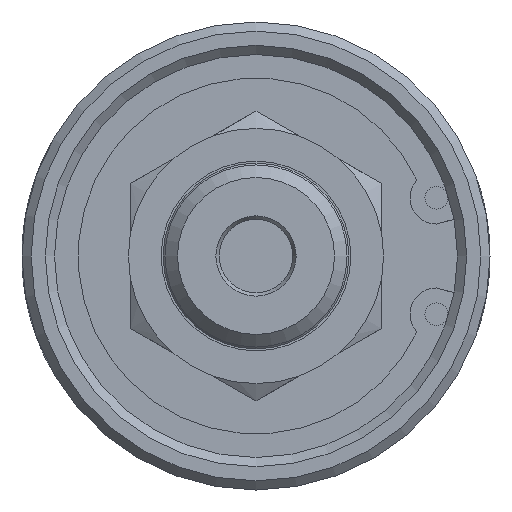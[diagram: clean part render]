
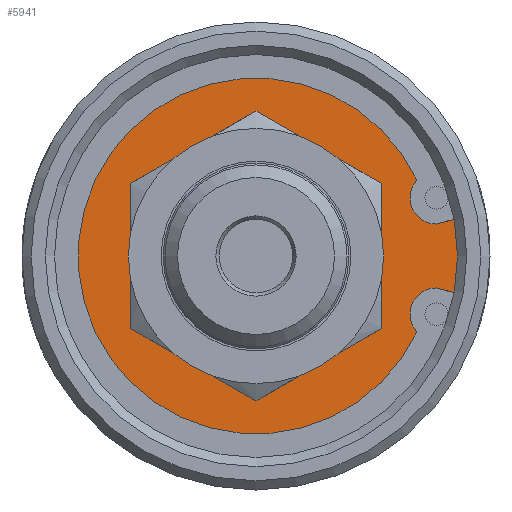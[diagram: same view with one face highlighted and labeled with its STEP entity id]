
A CAD part, left-side view. The second image highlights one B-rep face of the part: STEP entity #5941.
In plain terms, the highlighted planar face has unit normal (-1, 0, 0).
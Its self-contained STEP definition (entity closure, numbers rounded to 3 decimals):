
#84=FACE_BOUND('',#2032,.T.);
#550=LINE('',#50542,#876);
#556=LINE('',#50571,#882);
#876=VECTOR('',#7349,2.849);
#882=VECTOR('',#7375,2.849);
#1198=CIRCLE('',#6323,2.286);
#1205=CIRCLE('',#6334,2.286);
#1206=CIRCLE('',#6336,15.47);
#1207=CIRCLE('',#6338,18.77);
#1210=CIRCLE('',#6343,8.925);
#1211=CIRCLE('',#6344,8.925);
#1337=PLANE('',#6342);
#1653=FACE_OUTER_BOUND('',#2031,.T.);
#2031=EDGE_LOOP('',(#5391,#5392,#5393,#5394,#5395,#5396));
#2032=EDGE_LOOP('',(#5397,#5398));
#2882=VERTEX_POINT('',#50539);
#2883=VERTEX_POINT('',#50541);
#2886=VERTEX_POINT('',#50551);
#2892=VERTEX_POINT('',#50568);
#2893=VERTEX_POINT('',#50570);
#2896=VERTEX_POINT('',#50581);
#2898=VERTEX_POINT('',#50593);
#2899=VERTEX_POINT('',#50594);
#3725=EDGE_CURVE('',#2883,#2882,#550,.T.);
#3730=EDGE_CURVE('',#2882,#2886,#1198,.T.);
#3738=EDGE_CURVE('',#2893,#2892,#556,.T.);
#3744=EDGE_CURVE('',#2896,#2893,#1205,.T.);
#3746=EDGE_CURVE('',#2886,#2896,#1206,.T.);
#3747=EDGE_CURVE('',#2892,#2883,#1207,.T.);
#3750=EDGE_CURVE('',#2898,#2899,#1210,.T.);
#3751=EDGE_CURVE('',#2899,#2898,#1211,.T.);
#5391=ORIENTED_EDGE('',*,*,#3725,.T.);
#5392=ORIENTED_EDGE('',*,*,#3730,.T.);
#5393=ORIENTED_EDGE('',*,*,#3746,.T.);
#5394=ORIENTED_EDGE('',*,*,#3744,.T.);
#5395=ORIENTED_EDGE('',*,*,#3738,.T.);
#5396=ORIENTED_EDGE('',*,*,#3747,.T.);
#5397=ORIENTED_EDGE('',*,*,#3750,.T.);
#5398=ORIENTED_EDGE('',*,*,#3751,.T.);
#5941=ADVANCED_FACE('',(#1653,#84),#1337,.F.);
#6323=AXIS2_PLACEMENT_3D('',#50552,#7360,#7361);
#6334=AXIS2_PLACEMENT_3D('',#50582,#7388,#7389);
#6336=AXIS2_PLACEMENT_3D('',#50585,#7393,#7394);
#6338=AXIS2_PLACEMENT_3D('',#50587,#7397,#7398);
#6342=AXIS2_PLACEMENT_3D('',#50592,#7405,#7406);
#6343=AXIS2_PLACEMENT_3D('',#50595,#7407,#7408);
#6344=AXIS2_PLACEMENT_3D('',#50596,#7409,#7410);
#7349=DIRECTION('',(0.,0.966,-0.259));
#7360=DIRECTION('center_axis',(1.,0.,0.));
#7361=DIRECTION('ref_axis',(0.,0.209,-0.978));
#7375=DIRECTION('',(0.,-0.966,-0.259));
#7388=DIRECTION('center_axis',(1.,0.,0.));
#7389=DIRECTION('ref_axis',(0.,0.209,0.978));
#7393=DIRECTION('center_axis',(-1.,0.,0.));
#7394=DIRECTION('ref_axis',(0.,0.,-1.));
#7397=DIRECTION('center_axis',(-1.,0.,0.));
#7398=DIRECTION('ref_axis',(0.,1.,0.));
#7405=DIRECTION('center_axis',(1.,0.,0.));
#7406=DIRECTION('ref_axis',(0.,0.,-1.));
#7407=DIRECTION('center_axis',(1.,0.,0.));
#7408=DIRECTION('ref_axis',(0.,1.,0.));
#7409=DIRECTION('center_axis',(1.,0.,0.));
#7410=DIRECTION('ref_axis',(0.,1.,0.));
#50539=CARTESIAN_POINT('',(4.315,-15.686,2.781));
#50541=CARTESIAN_POINT('',(4.315,-18.437,3.519));
#50542=CARTESIAN_POINT('',(4.315,-18.437,3.519));
#50551=CARTESIAN_POINT('',(4.315,-13.991,6.601));
#50552=CARTESIAN_POINT('Origin',(4.315,-15.686,5.067));
#50568=CARTESIAN_POINT('',(4.315,-18.437,-3.519));
#50570=CARTESIAN_POINT('',(4.315,-15.686,-2.781));
#50571=CARTESIAN_POINT('',(4.315,-15.686,-2.781));
#50581=CARTESIAN_POINT('',(4.315,-13.991,-6.601));
#50582=CARTESIAN_POINT('Origin',(4.315,-15.686,-5.067));
#50585=CARTESIAN_POINT('Origin',(4.315,0.,0.));
#50587=CARTESIAN_POINT('Origin',(4.315,0.,0.));
#50592=CARTESIAN_POINT('Origin',(4.315,8.763,0.));
#50593=CARTESIAN_POINT('',(4.315,8.925,0.));
#50594=CARTESIAN_POINT('',(4.315,-8.925,0.));
#50595=CARTESIAN_POINT('Origin',(4.315,0.,0.));
#50596=CARTESIAN_POINT('Origin',(4.315,0.,0.));
